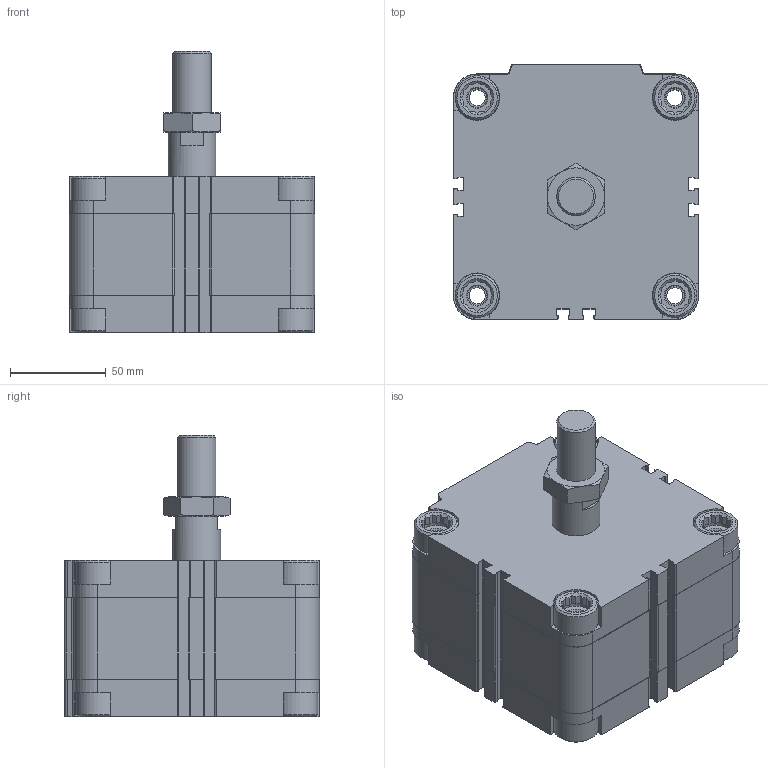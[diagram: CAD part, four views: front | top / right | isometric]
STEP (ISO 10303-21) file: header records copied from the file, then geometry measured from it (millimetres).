
FILE_DESCRIPTION(/* description */ ('STEP AP214'),/* implementation_level */ '2;1');
FILE_NAME(/* name */ '157295_AEVUZ-100-15-A-P-A',/* time_stamp */ '2024-08-02T20:42:02+02:00',/* author */ ('License CC BY-ND 4.0'),/* organization */ ('CADENAS'),/* preprocessor_version */ 'ST-DEVELOPER v19.3',/* originating_system */ 'PARTsolutions',/* authorisation */ ' ');
FILE_SCHEMA (('AUTOMOTIVE_DESIGN {1 0 10303 214 3 1 1}'));
Length unit declared in the file: millimetre
Products named in the file (5): 157295 AEVUZ-100-15-A-P-A---(0); 157295 AEVUZ-100-15-A-P-A---(0_ZR); 157295 AEVUZ-100-15-A-P-A---(KS); DIN-439-B - M20x1.5(F); 340117 G1/4-AEVU
Assembly tree (4 placements, depth 2):
  157295 AEVUZ-100-15-A-P-A---(0)
    157295 AEVUZ-100-15-A-P-A---(0_ZR)
    157295 AEVUZ-100-15-A-P-A---(KS)
    DIN-439-B - M20x1.5(F)
    340117 G1/4-AEVU
Bounding box: 128 x 133 x 146.5 mm (x, y, z)
Volume: 1197226.6 mm3; surface area: 155005.7 mm2
Topology: 4 solids, 4 shells, 610 faces, 1637 edges, 1082 vertices
Faces by surface type: plane 405, cylinder 169, cone 36
Full cylindrical faces by diameter (mm): 8 x1, 8.2 x1, 8.376 x8, 10.5 x1, 11.445 x2, 13.157 x1, 15.4 x4, 16.5 x8, 18.16 x1, 18.376 x1, 20 x1, 23 x8, 25 x2, 100 x2
Entity records: 18941 total; most frequent: CARTESIAN_POINT 3873, ORIENTED_EDGE 3110, DIRECTION 2962, EDGE_CURVE 1555, VERTEX_POINT 1079, AXIS2_PLACEMENT_3D 996, LINE 970, VECTOR 970
